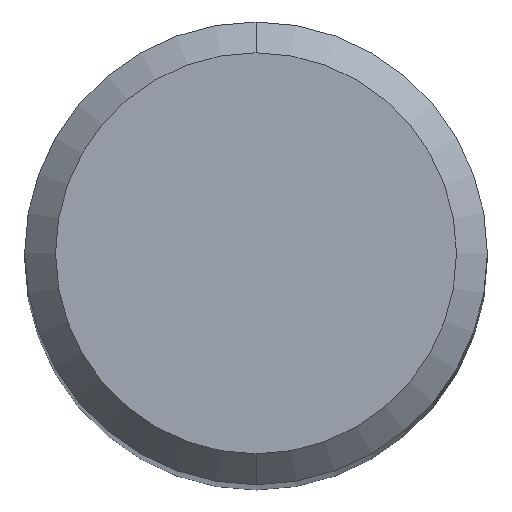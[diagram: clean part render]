
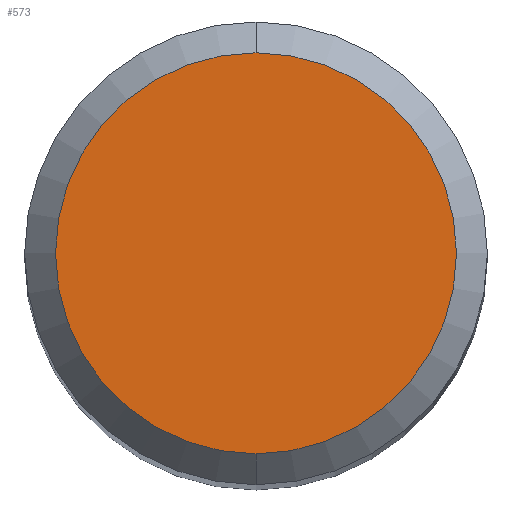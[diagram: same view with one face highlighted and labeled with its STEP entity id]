
A CAD part, top view. The second image highlights one B-rep face of the part: STEP entity #573.
In plain terms, the highlighted planar face has unit normal (0, 0, 1).
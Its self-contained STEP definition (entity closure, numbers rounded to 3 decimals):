
#371=EDGE_CURVE('',#797,#695,#946,.T.);
#573=ADVANCED_FACE('',(#1172),#1173,.T.);
#695=VERTEX_POINT('',#1307);
#757=EDGE_CURVE('',#695,#797,#1373,.T.);
#797=VERTEX_POINT('',#1418);
#946=CIRCLE('',#1664,2.6);
#1172=FACE_OUTER_BOUND('',#3679,.T.);
#1173=PLANE('',#3680);
#1307=CARTESIAN_POINT('',(0.,-2.6,0.0));
#1373=CIRCLE('',#4806,2.6);
#1418=CARTESIAN_POINT('',(0.0,2.6,0.0));
#1664=AXIS2_PLACEMENT_3D('',#5304,#5305,#5306);
#3679=EDGE_LOOP('',(#5575,#5576));
#3680=AXIS2_PLACEMENT_3D('',#5577,#5578,#5579);
#4806=AXIS2_PLACEMENT_3D('',#5769,#5770,#5771);
#5304=CARTESIAN_POINT('',(0.0,0.0,0.0));
#5305=DIRECTION('',(0.0,0.0,-1.0));
#5306=DIRECTION('',(0.0,1.0,0.0));
#5575=ORIENTED_EDGE('',*,*,#371,.F.);
#5576=ORIENTED_EDGE('',*,*,#757,.F.);
#5577=CARTESIAN_POINT('',(0.0,1.3,0.0));
#5578=DIRECTION('',(-0.0,0.0,1.0));
#5579=DIRECTION('',(0.0,-1.0,0.0));
#5769=CARTESIAN_POINT('',(0.0,0.0,0.0));
#5770=DIRECTION('',(0.0,0.0,-1.0));
#5771=DIRECTION('',(0.0,1.0,0.0));
